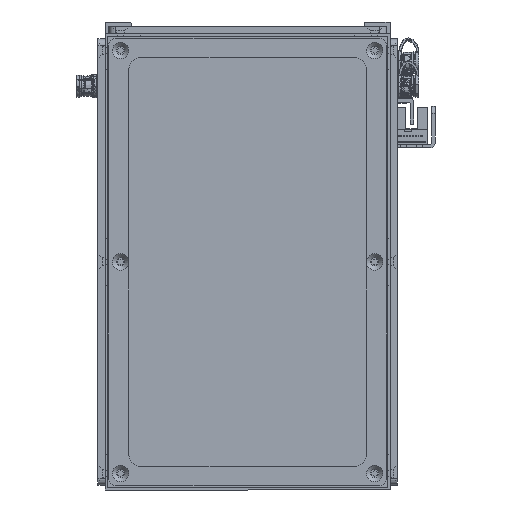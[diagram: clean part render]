
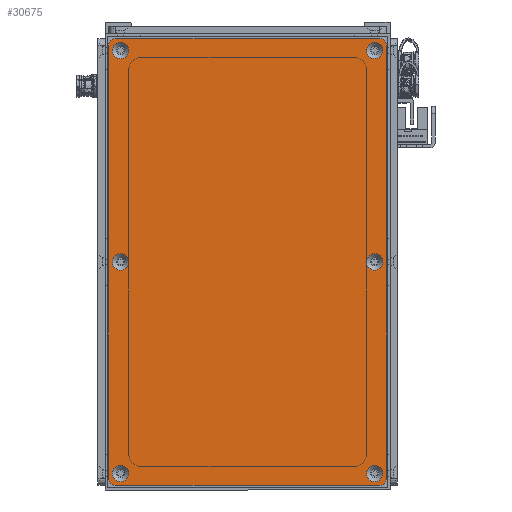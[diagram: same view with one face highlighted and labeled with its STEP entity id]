
A CAD part, front view. The second image highlights one B-rep face of the part: STEP entity #30675.
In plain terms, the highlighted planar face has unit normal (0, -1, 0).
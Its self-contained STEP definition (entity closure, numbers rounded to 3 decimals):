
#1328=FACE_BOUND('',#6375,.T.);
#1329=FACE_BOUND('',#6376,.T.);
#1330=FACE_BOUND('',#6377,.T.);
#1331=FACE_BOUND('',#6378,.T.);
#1332=FACE_BOUND('',#6379,.T.);
#1333=FACE_BOUND('',#6380,.T.);
#1979=PLANE('',#33836);
#4453=FACE_OUTER_BOUND('',#6374,.T.);
#6374=EDGE_LOOP('',(#27993,#27994,#27995,#27996,#27997,#27998,#27999,#28000));
#6375=EDGE_LOOP('',(#28001));
#6376=EDGE_LOOP('',(#28002));
#6377=EDGE_LOOP('',(#28003));
#6378=EDGE_LOOP('',(#28004));
#6379=EDGE_LOOP('',(#28005));
#6380=EDGE_LOOP('',(#28006));
#8888=LINE('',#54290,#11396);
#8889=LINE('',#54294,#11397);
#8890=LINE('',#54298,#11398);
#8891=LINE('',#54301,#11399);
#11396=VECTOR('',#41713,10.);
#11397=VECTOR('',#41716,10.);
#11398=VECTOR('',#41719,10.);
#11399=VECTOR('',#41722,10.);
#12870=CIRCLE('',#33804,3.45);
#12873=CIRCLE('',#33809,3.45);
#12876=CIRCLE('',#33814,3.45);
#12879=CIRCLE('',#33819,3.45);
#12882=CIRCLE('',#33824,3.45);
#12885=CIRCLE('',#33829,3.45);
#12888=CIRCLE('',#33834,3.);
#12890=CIRCLE('',#33837,3.);
#12891=CIRCLE('',#33838,3.);
#12892=CIRCLE('',#33839,3.);
#15692=VERTEX_POINT('',#54220);
#15695=VERTEX_POINT('',#54230);
#15698=VERTEX_POINT('',#54240);
#15701=VERTEX_POINT('',#54250);
#15704=VERTEX_POINT('',#54260);
#15707=VERTEX_POINT('',#54270);
#15710=VERTEX_POINT('',#54280);
#15711=VERTEX_POINT('',#54281);
#15714=VERTEX_POINT('',#54289);
#15715=VERTEX_POINT('',#54291);
#15716=VERTEX_POINT('',#54293);
#15717=VERTEX_POINT('',#54295);
#15718=VERTEX_POINT('',#54297);
#15719=VERTEX_POINT('',#54299);
#19843=EDGE_CURVE('',#15692,#15692,#12870,.T.);
#19848=EDGE_CURVE('',#15695,#15695,#12873,.T.);
#19853=EDGE_CURVE('',#15698,#15698,#12876,.T.);
#19858=EDGE_CURVE('',#15701,#15701,#12879,.T.);
#19863=EDGE_CURVE('',#15704,#15704,#12882,.T.);
#19868=EDGE_CURVE('',#15707,#15707,#12885,.T.);
#19873=EDGE_CURVE('',#15710,#15711,#12888,.T.);
#19877=EDGE_CURVE('',#15710,#15714,#8888,.T.);
#19878=EDGE_CURVE('',#15715,#15714,#12890,.T.);
#19879=EDGE_CURVE('',#15715,#15716,#8889,.T.);
#19880=EDGE_CURVE('',#15717,#15716,#12891,.T.);
#19881=EDGE_CURVE('',#15717,#15718,#8890,.T.);
#19882=EDGE_CURVE('',#15719,#15718,#12892,.T.);
#19883=EDGE_CURVE('',#15719,#15711,#8891,.T.);
#27993=ORIENTED_EDGE('',*,*,#19873,.F.);
#27994=ORIENTED_EDGE('',*,*,#19877,.T.);
#27995=ORIENTED_EDGE('',*,*,#19878,.F.);
#27996=ORIENTED_EDGE('',*,*,#19879,.T.);
#27997=ORIENTED_EDGE('',*,*,#19880,.F.);
#27998=ORIENTED_EDGE('',*,*,#19881,.T.);
#27999=ORIENTED_EDGE('',*,*,#19882,.F.);
#28000=ORIENTED_EDGE('',*,*,#19883,.T.);
#28001=ORIENTED_EDGE('',*,*,#19843,.T.);
#28002=ORIENTED_EDGE('',*,*,#19848,.T.);
#28003=ORIENTED_EDGE('',*,*,#19853,.T.);
#28004=ORIENTED_EDGE('',*,*,#19858,.T.);
#28005=ORIENTED_EDGE('',*,*,#19863,.T.);
#28006=ORIENTED_EDGE('',*,*,#19868,.T.);
#30675=ADVANCED_FACE('',(#4453,#1328,#1329,#1330,#1331,#1332,#1333),#1979,
 .T.);
#33804=AXIS2_PLACEMENT_3D('',#54221,#41633,#41634);
#33809=AXIS2_PLACEMENT_3D('',#54231,#41645,#41646);
#33814=AXIS2_PLACEMENT_3D('',#54241,#41657,#41658);
#33819=AXIS2_PLACEMENT_3D('',#54251,#41669,#41670);
#33824=AXIS2_PLACEMENT_3D('',#54261,#41681,#41682);
#33829=AXIS2_PLACEMENT_3D('',#54271,#41693,#41694);
#33834=AXIS2_PLACEMENT_3D('',#54282,#41705,#41706);
#33836=AXIS2_PLACEMENT_3D('',#54288,#41711,#41712);
#33837=AXIS2_PLACEMENT_3D('',#54292,#41714,#41715);
#33838=AXIS2_PLACEMENT_3D('',#54296,#41717,#41718);
#33839=AXIS2_PLACEMENT_3D('',#54300,#41720,#41721);
#41633=DIRECTION('center_axis',(0.,1.,0.));
#41634=DIRECTION('ref_axis',(1.,0.,0.));
#41645=DIRECTION('center_axis',(0.,1.,0.));
#41646=DIRECTION('ref_axis',(1.,0.,0.));
#41657=DIRECTION('center_axis',(0.,1.,0.));
#41658=DIRECTION('ref_axis',(1.,0.,0.));
#41669=DIRECTION('center_axis',(0.,1.,0.));
#41670=DIRECTION('ref_axis',(1.,0.,0.));
#41681=DIRECTION('center_axis',(0.,1.,0.));
#41682=DIRECTION('ref_axis',(1.,0.,0.));
#41693=DIRECTION('center_axis',(0.,1.,0.));
#41694=DIRECTION('ref_axis',(1.,0.,0.));
#41705=DIRECTION('center_axis',(0.,1.,0.));
#41706=DIRECTION('ref_axis',(-0.707,0.,0.707));
#41711=DIRECTION('center_axis',(0.,-1.,0.));
#41712=DIRECTION('ref_axis',(0.,0.,-1.));
#41713=DIRECTION('',(0.,0.,-1.));
#41714=DIRECTION('center_axis',(0.,1.,0.));
#41715=DIRECTION('ref_axis',(-0.707,0.,-0.707));
#41716=DIRECTION('',(1.,0.,0.));
#41717=DIRECTION('center_axis',(0.,1.,0.));
#41718=DIRECTION('ref_axis',(0.707,0.,-0.707));
#41719=DIRECTION('',(0.,0.,1.));
#41720=DIRECTION('center_axis',(0.,1.,0.));
#41721=DIRECTION('ref_axis',(0.707,0.,0.707));
#41722=DIRECTION('',(-1.,0.,0.));
#54220=CARTESIAN_POINT('',(85.55,-1.5,53.5));
#54221=CARTESIAN_POINT('Origin',(89.,-1.5,53.5));
#54230=CARTESIAN_POINT('',(-3.45,-1.5,-53.5));
#54231=CARTESIAN_POINT('Origin',(0.,-1.5,-53.5));
#54240=CARTESIAN_POINT('',(-92.45,-1.5,53.5));
#54241=CARTESIAN_POINT('Origin',(-89.,-1.5,53.5));
#54250=CARTESIAN_POINT('',(-92.45,-1.5,-53.5));
#54251=CARTESIAN_POINT('Origin',(-89.,-1.5,-53.5));
#54260=CARTESIAN_POINT('',(-3.45,-1.5,53.5));
#54261=CARTESIAN_POINT('Origin',(0.,-1.5,53.5));
#54270=CARTESIAN_POINT('',(85.55,-1.5,-53.5));
#54271=CARTESIAN_POINT('Origin',(89.,-1.5,-53.5));
#54280=CARTESIAN_POINT('',(-94.,-1.5,55.5));
#54281=CARTESIAN_POINT('',(-91.,-1.5,58.5));
#54282=CARTESIAN_POINT('Origin',(-91.,-1.5,55.5));
#54288=CARTESIAN_POINT('Origin',(0.,-1.5,0.));
#54289=CARTESIAN_POINT('',(-94.,-1.5,-55.5));
#54290=CARTESIAN_POINT('',(-94.,-1.5,58.5));
#54291=CARTESIAN_POINT('',(-91.,-1.5,-58.5));
#54292=CARTESIAN_POINT('Origin',(-91.,-1.5,-55.5));
#54293=CARTESIAN_POINT('',(91.,-1.5,-58.5));
#54294=CARTESIAN_POINT('',(-94.,-1.5,-58.5));
#54295=CARTESIAN_POINT('',(94.,-1.5,-55.5));
#54296=CARTESIAN_POINT('Origin',(91.,-1.5,-55.5));
#54297=CARTESIAN_POINT('',(94.,-1.5,55.5));
#54298=CARTESIAN_POINT('',(94.,-1.5,-58.5));
#54299=CARTESIAN_POINT('',(91.,-1.5,58.5));
#54300=CARTESIAN_POINT('Origin',(91.,-1.5,55.5));
#54301=CARTESIAN_POINT('',(94.,-1.5,58.5));
